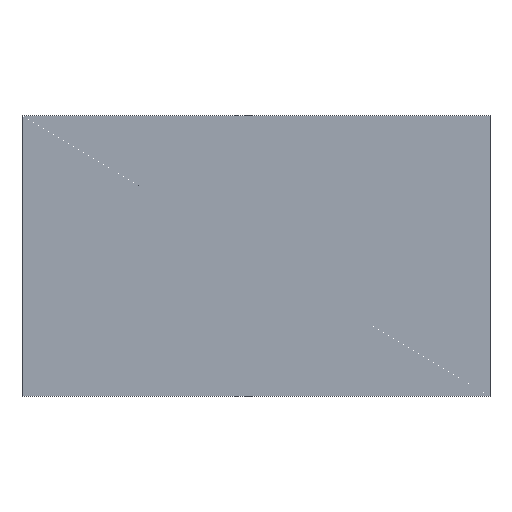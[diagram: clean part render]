
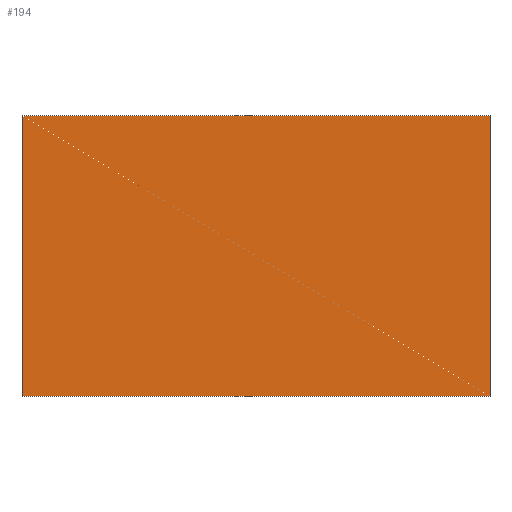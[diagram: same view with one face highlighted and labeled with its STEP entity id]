
A CAD part, front view. The second image highlights one B-rep face of the part: STEP entity #194.
In plain terms, the highlighted planar face has unit normal (0, -1, 0).
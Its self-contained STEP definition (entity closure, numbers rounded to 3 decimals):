
#26=FACE_OUTER_BOUND('',#38,.T.);
#38=EDGE_LOOP('',(#171,#172,#173,#174));
#53=LINE('',#297,#77);
#56=LINE('',#303,#80);
#59=LINE('',#309,#83);
#62=LINE('',#313,#86);
#77=VECTOR('',#245,10.);
#80=VECTOR('',#250,10.);
#83=VECTOR('',#255,10.);
#86=VECTOR('',#260,10.);
#97=VERTEX_POINT('',#294);
#98=VERTEX_POINT('',#296);
#100=VERTEX_POINT('',#302);
#102=VERTEX_POINT('',#308);
#117=EDGE_CURVE('',#98,#97,#53,.T.);
#120=EDGE_CURVE('',#100,#98,#56,.T.);
#123=EDGE_CURVE('',#102,#100,#59,.T.);
#126=EDGE_CURVE('',#97,#102,#62,.T.);
#171=ORIENTED_EDGE('',*,*,#126,.T.);
#172=ORIENTED_EDGE('',*,*,#123,.T.);
#173=ORIENTED_EDGE('',*,*,#120,.T.);
#174=ORIENTED_EDGE('',*,*,#117,.T.);
#184=PLANE('',#218);
#194=ADVANCED_FACE('',(#26),#184,.T.);
#218=AXIS2_PLACEMENT_3D('',#315,#263,#264);
#245=DIRECTION('',(0.,0.,-1.));
#250=DIRECTION('',(-1.,0.,0.));
#255=DIRECTION('',(0.,0.,1.));
#260=DIRECTION('',(1.,0.,0.));
#263=DIRECTION('center_axis',(0.,-1.,0.));
#264=DIRECTION('ref_axis',(0.,0.,-1.));
#294=CARTESIAN_POINT('',(-48.201,2.5,0.));
#296=CARTESIAN_POINT('',(-48.201,2.5,3.));
#297=CARTESIAN_POINT('',(-48.201,2.5,3.));
#302=CARTESIAN_POINT('',(-43.201,2.5,3.));
#303=CARTESIAN_POINT('',(-43.201,2.5,3.));
#308=CARTESIAN_POINT('',(-43.201,2.5,0.));
#309=CARTESIAN_POINT('',(-43.201,2.5,0.));
#313=CARTESIAN_POINT('',(-48.201,2.5,0.));
#315=CARTESIAN_POINT('Origin',(-45.701,2.5,1.5));
